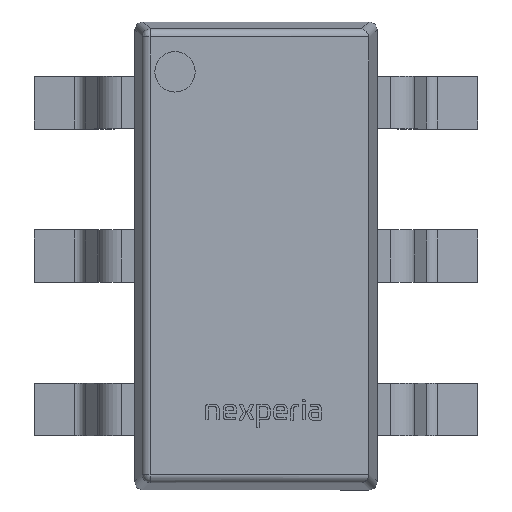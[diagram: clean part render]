
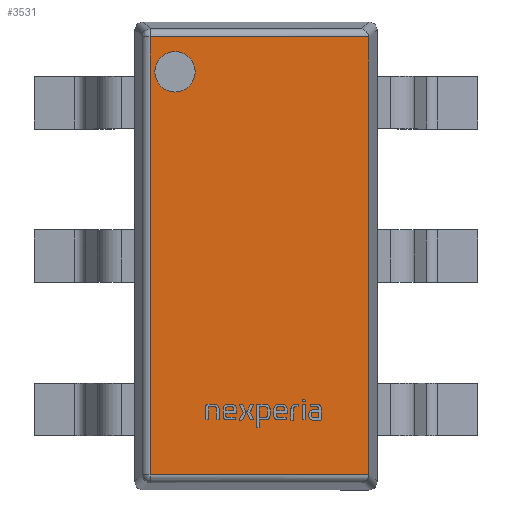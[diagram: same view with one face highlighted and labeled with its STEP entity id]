
A CAD part, top view. The second image highlights one B-rep face of the part: STEP entity #3531.
In plain terms, the highlighted planar face has unit normal (0, 0, 1).
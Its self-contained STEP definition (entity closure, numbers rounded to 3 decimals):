
#209=PLANE('',#3901);
#313=ELLIPSE('',#3846,0.051,0.05);
#317=ELLIPSE('',#3862,0.051,0.05);
#339=LINE('',#5090,#689);
#344=LINE('',#5109,#694);
#351=LINE('',#5127,#701);
#383=LINE('',#5201,#733);
#689=VECTOR('',#4183,10.);
#694=VECTOR('',#4202,10.);
#701=VECTOR('',#4219,10.);
#733=VECTOR('',#4299,10.);
#1119=FACE_OUTER_BOUND('',#1325,.T.);
#1325=EDGE_LOOP('',(#2617,#2618,#2619,#2620,#2621,#2622));
#1595=VERTEX_POINT('',#5061);
#1596=VERTEX_POINT('',#5063);
#1599=VERTEX_POINT('',#5070);
#1603=VERTEX_POINT('',#5082);
#1609=VERTEX_POINT('',#5099);
#1610=VERTEX_POINT('',#5101);
#1939=EDGE_CURVE('',#1595,#1596,#313,.T.);
#1952=EDGE_CURVE('',#1603,#1599,#339,.T.);
#1957=EDGE_CURVE('',#1609,#1610,#317,.T.);
#1961=EDGE_CURVE('',#1610,#1603,#344,.T.);
#1971=EDGE_CURVE('',#1599,#1595,#351,.T.);
#2012=EDGE_CURVE('',#1596,#1609,#383,.T.);
#2617=ORIENTED_EDGE('',*,*,#1957,.F.);
#2618=ORIENTED_EDGE('',*,*,#2012,.F.);
#2619=ORIENTED_EDGE('',*,*,#1939,.F.);
#2620=ORIENTED_EDGE('',*,*,#1971,.F.);
#2621=ORIENTED_EDGE('',*,*,#1952,.F.);
#2622=ORIENTED_EDGE('',*,*,#1961,.F.);
#3531=ADVANCED_FACE('',(#1119),#209,.T.);
#3846=AXIS2_PLACEMENT_3D('',#5064,#4153,#4154);
#3862=AXIS2_PLACEMENT_3D('',#5102,#4193,#4194);
#3901=AXIS2_PLACEMENT_3D('',#5211,#4315,#4316);
#4153=DIRECTION('center_axis',(0.,0.,-1.));
#4154=DIRECTION('ref_axis',(-0.707,0.707,0.));
#4183=DIRECTION('',(-1.,0.,0.));
#4193=DIRECTION('center_axis',(0.,0.,-1.));
#4194=DIRECTION('ref_axis',(0.707,0.707,0.));
#4202=DIRECTION('',(0.,-1.,0.));
#4219=DIRECTION('',(0.,1.,0.));
#4299=DIRECTION('',(1.,0.,0.));
#4315=DIRECTION('center_axis',(0.,0.,1.));
#4316=DIRECTION('ref_axis',(1.,0.,0.));
#5061=CARTESIAN_POINT('',(-1.357,0.7,1.));
#5063=CARTESIAN_POINT('',(-1.351,0.7,1.));
#5064=CARTESIAN_POINT('Origin',(-1.349,0.649,1.));
#5070=CARTESIAN_POINT('',(-1.357,-0.657,1.));
#5082=CARTESIAN_POINT('',(1.357,-0.657,1.));
#5090=CARTESIAN_POINT('',(-0.363,-0.657,1.));
#5099=CARTESIAN_POINT('',(1.351,0.7,1.));
#5101=CARTESIAN_POINT('',(1.357,0.7,1.));
#5102=CARTESIAN_POINT('Origin',(1.349,0.649,1.));
#5109=CARTESIAN_POINT('',(1.357,-0.188,1.));
#5127=CARTESIAN_POINT('',(-1.357,0.188,1.));
#5201=CARTESIAN_POINT('',(0.725,0.7,1.));
#5211=CARTESIAN_POINT('Origin',(0.,0.,
1.));
